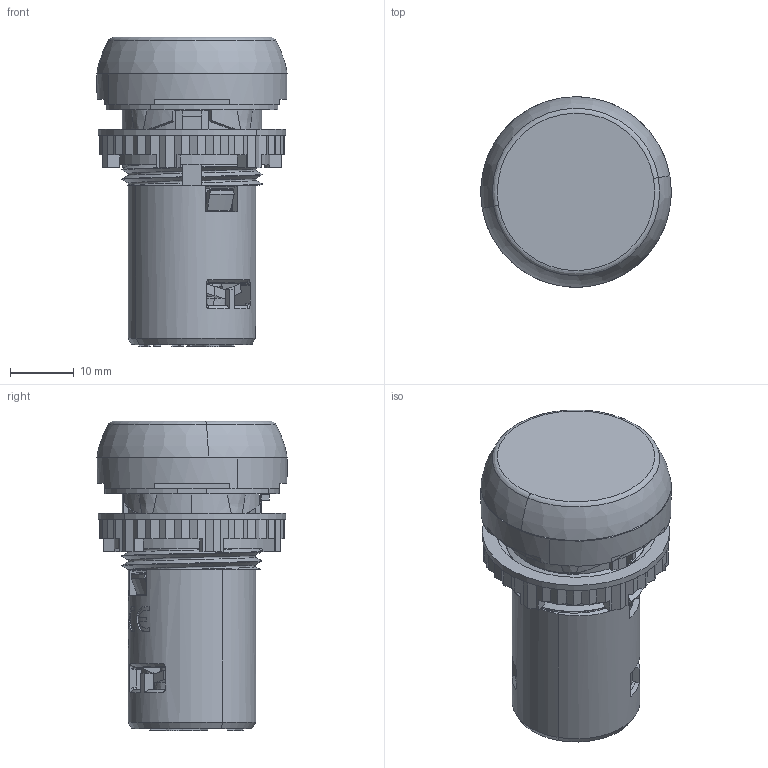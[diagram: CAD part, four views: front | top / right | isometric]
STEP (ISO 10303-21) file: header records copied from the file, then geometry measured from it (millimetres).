
FILE_DESCRIPTION(('CATIA V5 STEP Exchange','CAx-IF Rec.Pracs.--- Model Styling and Organization---1.2---2011-12-15'),'2;1');
FILE_NAME('Voy mono dec2016.stp','2016-12-14T12:24:37+00:00',('none'),('none'),'CATIA Version 5-6 Release 2014 SP4','CATIA V5 STEP AP214','none');
FILE_SCHEMA(('AUTOMOTIVE_DESIGN { 1 0 10303 214 1 1 1 1 }'));
Products named in the file (13): Voy mono decl2016; 056017000; 032160000; CC00177AA; S01753400; B002976AA; Led_V2; 056020000; 076031000; 069666000; R; GH00940AA; EB01986AA
Assembly tree (14 placements, depth 3):
  Voy mono decl2016
    056017000
    032160000
    CC00177AA  x2
    S01753400  x2
    B002976AA
      Led_V2
    056020000
    076031000
    069666000
    R
    GH00940AA
    EB01986AA
Bounding box: 29.9 x 29.9 x 48.55 mm (x, y, z)
Volume: 11857.9 mm3; surface area: 19861.5 mm2
Topology: 16 solids, 16 shells, 3453 faces, 9974 edges, 6595 vertices
Faces by surface type: plane 2239, cylinder 743, cone 193, torus 139, bspline 102, sphere 23, extrusion 12, revolution 2
Entity records: 118107 total; most frequent: CARTESIAN_POINT 38984, ORIENTED_EDGE 18858, DIRECTION 10885, EDGE_CURVE 9429, VERTEX_POINT 6255, AXIS2_PLACEMENT_3D 4493, VECTOR 3790, LINE 3778
